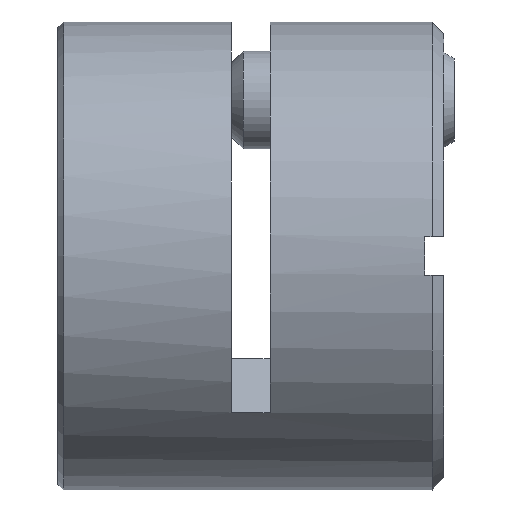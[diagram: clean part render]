
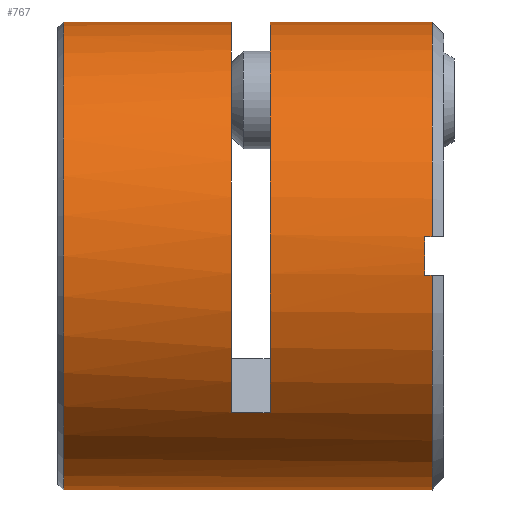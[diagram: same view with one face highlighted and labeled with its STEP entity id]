
A CAD part, front view. The second image highlights one B-rep face of the part: STEP entity #767.
In plain terms, the highlighted cylindrical face has radius 6 mm (diameter 12 mm), a partial arc.
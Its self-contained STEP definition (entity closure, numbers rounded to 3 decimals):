
#39 = VECTOR ( 'NONE', #507, 1000. ) ;
#42 = VERTEX_POINT ( 'NONE', #210 ) ;
#44 = CARTESIAN_POINT ( 'NONE',  ( 4.95, 0., 6. ) ) ;
#47 = CARTESIAN_POINT ( 'NONE',  ( 4.95, -4.459, -4.015 ) ) ;
#51 = LINE ( 'NONE', #1368, #166 ) ;
#52 = CARTESIAN_POINT ( 'NONE',  ( 4.455, -5.98, 0.495 ) ) ;
#61 = ORIENTED_EDGE ( 'NONE', *, *, #1327, .T. ) ;
#84 = CARTESIAN_POINT ( 'NONE',  ( 4.95, -5.98, -0.495 ) ) ;
#93 = CARTESIAN_POINT ( 'NONE',  ( 4.455, 0., 0. ) ) ;
#104 = CARTESIAN_POINT ( 'NONE',  ( 4.95, 0., 0. ) ) ;
#156 = CARTESIAN_POINT ( 'NONE',  ( -4.8, 0., 6. ) ) ;
#166 = VECTOR ( 'NONE', #169, 1000. ) ;
#169 = DIRECTION ( 'NONE',  ( -1., 0., 0. ) ) ;
#172 = LINE ( 'NONE', #47, #464 ) ;
#180 = LINE ( 'NONE', #1271, #39 ) ;
#193 = DIRECTION ( 'NONE',  ( 0., 0., 1. ) ) ;
#200 = VERTEX_POINT ( 'NONE', #1167 ) ;
#202 = EDGE_CURVE ( 'NONE', #1142, #1206, #51, .T. ) ;
#210 = CARTESIAN_POINT ( 'NONE',  ( 4.65, -5.98, 0.495 ) ) ;
#219 = CARTESIAN_POINT ( 'NONE',  ( -0.495, 0., 0. ) ) ;
#248 = ORIENTED_EDGE ( 'NONE', *, *, #1160, .T. ) ;
#253 = CARTESIAN_POINT ( 'NONE',  ( 4.455, -5.98, -0.495 ) ) ;
#254 = VERTEX_POINT ( 'NONE', #1238 ) ;
#267 = ORIENTED_EDGE ( 'NONE', *, *, #867, .T. ) ;
#281 = CIRCLE ( 'NONE', #1148, 6. ) ;
#296 = CARTESIAN_POINT ( 'NONE',  ( 4.65, 0., 6. ) ) ;
#329 = VERTEX_POINT ( 'NONE', #156 ) ;
#331 = CARTESIAN_POINT ( 'NONE',  ( 4.65, 0., 0. ) ) ;
#343 = CARTESIAN_POINT ( 'NONE',  ( 4.65, -5.98, -0.495 ) ) ;
#354 = VECTOR ( 'NONE', #737, 1000. ) ;
#358 = VERTEX_POINT ( 'NONE', #431 ) ;
#390 = CARTESIAN_POINT ( 'NONE',  ( 4.65, 0., -6. ) ) ;
#393 = DIRECTION ( 'NONE',  ( 0., 0., 1. ) ) ;
#412 = EDGE_CURVE ( 'NONE', #1142, #1066, #1425, .T. ) ;
#417 = DIRECTION ( 'NONE',  ( -1., 0., 0. ) ) ;
#424 = CIRCLE ( 'NONE', #841, 6. ) ;
#431 = CARTESIAN_POINT ( 'NONE',  ( -0.495, 0., 6. ) ) ;
#434 = CARTESIAN_POINT ( 'NONE',  ( 4.65, 0., 0. ) ) ;
#439 = DIRECTION ( 'NONE',  ( 0., 0., 1. ) ) ;
#440 = DIRECTION ( 'NONE',  ( 0., 0., 1. ) ) ;
#445 = AXIS2_PLACEMENT_3D ( 'NONE', #219, #533, #964 ) ;
#464 = VECTOR ( 'NONE', #1236, 1000. ) ;
#499 = CIRCLE ( 'NONE', #861, 6. ) ;
#502 = CARTESIAN_POINT ( 'NONE',  ( -4.8, 0., 0. ) ) ;
#503 = EDGE_CURVE ( 'NONE', #680, #42, #1089, .T. ) ;
#507 = DIRECTION ( 'NONE',  ( -1., 0., 0. ) ) ;
#520 = CIRCLE ( 'NONE', #445, 6. ) ;
#533 = DIRECTION ( 'NONE',  ( -1., 0., 0. ) ) ;
#537 = CIRCLE ( 'NONE', #746, 6. ) ;
#586 = ORIENTED_EDGE ( 'NONE', *, *, #202, .F. ) ;
#601 = VERTEX_POINT ( 'NONE', #705 ) ;
#629 = AXIS2_PLACEMENT_3D ( 'NONE', #104, #755, #440 ) ;
#644 = EDGE_CURVE ( 'NONE', #329, #1206, #499, .T. ) ;
#660 = CYLINDRICAL_SURFACE ( 'NONE', #629, 6. ) ;
#663 = EDGE_CURVE ( 'NONE', #358, #329, #830, .T. ) ;
#680 = VERTEX_POINT ( 'NONE', #52 ) ;
#702 = CARTESIAN_POINT ( 'NONE',  ( -4.8, 0., -6. ) ) ;
#705 = CARTESIAN_POINT ( 'NONE',  ( 0.495, -4.459, -4.015 ) ) ;
#717 = ORIENTED_EDGE ( 'NONE', *, *, #644, .T. ) ;
#737 = DIRECTION ( 'NONE',  ( -1., 0., 0. ) ) ;
#744 = VERTEX_POINT ( 'NONE', #296 ) ;
#746 = AXIS2_PLACEMENT_3D ( 'NONE', #331, #972, #773 ) ;
#755 = DIRECTION ( 'NONE',  ( -1., 0., 0. ) ) ;
#763 = EDGE_CURVE ( 'NONE', #254, #601, #281, .T. ) ;
#765 = ORIENTED_EDGE ( 'NONE', *, *, #412, .T. ) ;
#767 = ADVANCED_FACE ( 'NONE', ( #1399 ), #660, .T. ) ;
#773 = DIRECTION ( 'NONE',  ( 0., 0., 1. ) ) ;
#830 = LINE ( 'NONE', #44, #1237 ) ;
#841 = AXIS2_PLACEMENT_3D ( 'NONE', #93, #1195, #193 ) ;
#846 = EDGE_CURVE ( 'NONE', #936, #680, #424, .T. ) ;
#849 = LINE ( 'NONE', #84, #354 ) ;
#861 = AXIS2_PLACEMENT_3D ( 'NONE', #502, #1254, #393 ) ;
#867 = EDGE_CURVE ( 'NONE', #42, #744, #537, .T. ) ;
#872 = EDGE_CURVE ( 'NONE', #200, #358, #520, .T. ) ;
#911 = CARTESIAN_POINT ( 'NONE',  ( 4.95, -5.98, 0.495 ) ) ;
#936 = VERTEX_POINT ( 'NONE', #253 ) ;
#947 = CARTESIAN_POINT ( 'NONE',  ( 0.495, 0., 0. ) ) ;
#950 = VECTOR ( 'NONE', #1011, 1000. ) ;
#964 = DIRECTION ( 'NONE',  ( 0., 0., 1. ) ) ;
#972 = DIRECTION ( 'NONE',  ( -1., 0., 0. ) ) ;
#1011 = DIRECTION ( 'NONE',  ( 1., 0., 0. ) ) ;
#1066 = VERTEX_POINT ( 'NONE', #343 ) ;
#1075 = ORIENTED_EDGE ( 'NONE', *, *, #503, .T. ) ;
#1083 = ORIENTED_EDGE ( 'NONE', *, *, #846, .T. ) ;
#1089 = LINE ( 'NONE', #911, #950 ) ;
#1104 = ORIENTED_EDGE ( 'NONE', *, *, #763, .T. ) ;
#1132 = ORIENTED_EDGE ( 'NONE', *, *, #872, .T. ) ;
#1136 = EDGE_LOOP ( 'NONE', ( #586, #765, #1298, #1083, #1075, #267, #61, #1104, #248, #1132, #1276, #717 ) ) ;
#1142 = VERTEX_POINT ( 'NONE', #390 ) ;
#1148 = AXIS2_PLACEMENT_3D ( 'NONE', #947, #1283, #1187 ) ;
#1160 = EDGE_CURVE ( 'NONE', #601, #200, #172, .T. ) ;
#1167 = CARTESIAN_POINT ( 'NONE',  ( -0.495, -4.459, -4.015 ) ) ;
#1187 = DIRECTION ( 'NONE',  ( 0., 0., 1. ) ) ;
#1195 = DIRECTION ( 'NONE',  ( -1., 0., 0. ) ) ;
#1206 = VERTEX_POINT ( 'NONE', #702 ) ;
#1236 = DIRECTION ( 'NONE',  ( -1., 0., 0. ) ) ;
#1237 = VECTOR ( 'NONE', #417, 1000. ) ;
#1238 = CARTESIAN_POINT ( 'NONE',  ( 0.495, 0., 6. ) ) ;
#1254 = DIRECTION ( 'NONE',  ( 1., 0., 0. ) ) ;
#1271 = CARTESIAN_POINT ( 'NONE',  ( 4.95, 0., 6. ) ) ;
#1276 = ORIENTED_EDGE ( 'NONE', *, *, #663, .T. ) ;
#1283 = DIRECTION ( 'NONE',  ( 1., 0., 0. ) ) ;
#1298 = ORIENTED_EDGE ( 'NONE', *, *, #1366, .T. ) ;
#1300 = DIRECTION ( 'NONE',  ( -1., 0., 0. ) ) ;
#1327 = EDGE_CURVE ( 'NONE', #744, #254, #180, .T. ) ;
#1360 = AXIS2_PLACEMENT_3D ( 'NONE', #434, #1300, #439 ) ;
#1366 = EDGE_CURVE ( 'NONE', #1066, #936, #849, .T. ) ;
#1368 = CARTESIAN_POINT ( 'NONE',  ( 4.95, 0., -6. ) ) ;
#1399 = FACE_OUTER_BOUND ( 'NONE', #1136, .T. ) ;
#1425 = CIRCLE ( 'NONE', #1360, 6. ) ;
